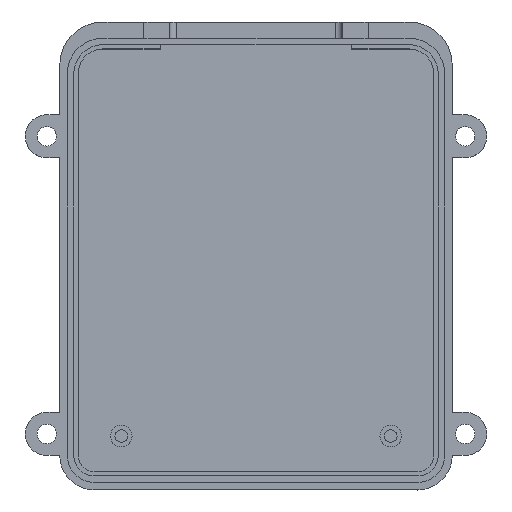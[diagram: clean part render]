
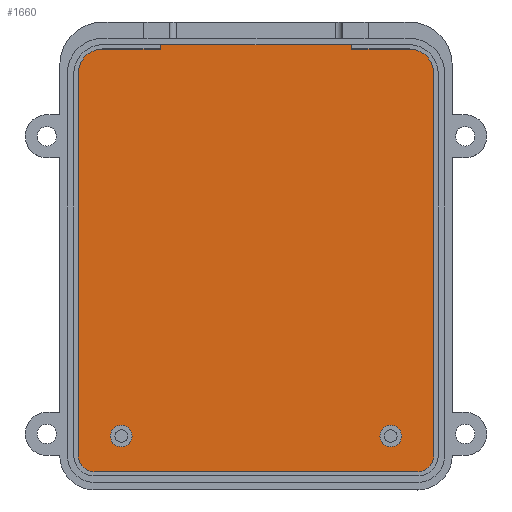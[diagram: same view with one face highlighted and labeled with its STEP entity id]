
A CAD part, top view. The second image highlights one B-rep face of the part: STEP entity #1660.
In plain terms, the highlighted planar face has unit normal (0, 0, 1).
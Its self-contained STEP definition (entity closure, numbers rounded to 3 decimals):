
#52=FACE_BOUND('',#242,.T.);
#53=FACE_BOUND('',#243,.T.);
#72=PLANE('',#1791);
#141=FACE_OUTER_BOUND('',#241,.T.);
#241=EDGE_LOOP('',(#1262,#1263,#1264,#1265,#1266,#1267,#1268,#1269,#1270,
#1271,#1272,#1273));
#242=EDGE_LOOP('',(#1274));
#243=EDGE_LOOP('',(#1275));
#368=LINE('',#2554,#546);
#369=LINE('',#2556,#547);
#370=LINE('',#2558,#548);
#371=LINE('',#2560,#549);
#372=LINE('',#2562,#550);
#373=LINE('',#2566,#551);
#374=LINE('',#2570,#552);
#375=LINE('',#2574,#553);
#546=VECTOR('',#2048,10.);
#547=VECTOR('',#2049,10.);
#548=VECTOR('',#2050,10.);
#549=VECTOR('',#2051,10.);
#550=VECTOR('',#2052,10.);
#551=VECTOR('',#2055,10.);
#552=VECTOR('',#2058,10.);
#553=VECTOR('',#2061,10.);
#699=CIRCLE('',#1789,2.5);
#700=CIRCLE('',#1792,5.75);
#701=CIRCLE('',#1793,3.75);
#702=CIRCLE('',#1794,3.75);
#703=CIRCLE('',#1795,5.75);
#704=CIRCLE('',#1796,2.5);
#795=VERTEX_POINT('',#2547);
#796=VERTEX_POINT('',#2552);
#797=VERTEX_POINT('',#2553);
#798=VERTEX_POINT('',#2555);
#799=VERTEX_POINT('',#2557);
#800=VERTEX_POINT('',#2559);
#801=VERTEX_POINT('',#2561);
#802=VERTEX_POINT('',#2563);
#803=VERTEX_POINT('',#2565);
#804=VERTEX_POINT('',#2567);
#805=VERTEX_POINT('',#2569);
#806=VERTEX_POINT('',#2571);
#807=VERTEX_POINT('',#2573);
#808=VERTEX_POINT('',#2576);
#973=EDGE_CURVE('',#795,#795,#699,.T.);
#974=EDGE_CURVE('',#796,#797,#368,.T.);
#975=EDGE_CURVE('',#798,#797,#369,.T.);
#976=EDGE_CURVE('',#798,#799,#370,.T.);
#977=EDGE_CURVE('',#799,#800,#371,.T.);
#978=EDGE_CURVE('',#800,#801,#372,.T.);
#979=EDGE_CURVE('',#801,#802,#700,.T.);
#980=EDGE_CURVE('',#802,#803,#373,.T.);
#981=EDGE_CURVE('',#803,#804,#701,.T.);
#982=EDGE_CURVE('',#804,#805,#374,.T.);
#983=EDGE_CURVE('',#805,#806,#702,.T.);
#984=EDGE_CURVE('',#806,#807,#375,.T.);
#985=EDGE_CURVE('',#807,#796,#703,.T.);
#986=EDGE_CURVE('',#808,#808,#704,.T.);
#1262=ORIENTED_EDGE('',*,*,#974,.T.);
#1263=ORIENTED_EDGE('',*,*,#975,.F.);
#1264=ORIENTED_EDGE('',*,*,#976,.T.);
#1265=ORIENTED_EDGE('',*,*,#977,.T.);
#1266=ORIENTED_EDGE('',*,*,#978,.T.);
#1267=ORIENTED_EDGE('',*,*,#979,.T.);
#1268=ORIENTED_EDGE('',*,*,#980,.T.);
#1269=ORIENTED_EDGE('',*,*,#981,.T.);
#1270=ORIENTED_EDGE('',*,*,#982,.T.);
#1271=ORIENTED_EDGE('',*,*,#983,.T.);
#1272=ORIENTED_EDGE('',*,*,#984,.T.);
#1273=ORIENTED_EDGE('',*,*,#985,.T.);
#1274=ORIENTED_EDGE('',*,*,#986,.T.);
#1275=ORIENTED_EDGE('',*,*,#973,.T.);
#1660=ADVANCED_FACE('',(#141,#52,#53),#72,.F.);
#1789=AXIS2_PLACEMENT_3D('',#2549,#2042,#2043);
#1791=AXIS2_PLACEMENT_3D('',#2551,#2046,#2047);
#1792=AXIS2_PLACEMENT_3D('',#2564,#2053,#2054);
#1793=AXIS2_PLACEMENT_3D('',#2568,#2056,#2057);
#1794=AXIS2_PLACEMENT_3D('',#2572,#2059,#2060);
#1795=AXIS2_PLACEMENT_3D('',#2575,#2062,#2063);
#1796=AXIS2_PLACEMENT_3D('',#2577,#2064,#2065);
#2042=DIRECTION('center_axis',(0.,0.,-1.));
#2043=DIRECTION('ref_axis',(-1.,0.,0.));
#2046=DIRECTION('center_axis',(0.,0.,-1.));
#2047=DIRECTION('ref_axis',(-1.,0.,0.));
#2048=DIRECTION('',(-1.,0.,0.));
#2049=DIRECTION('',(0.,-1.,0.));
#2050=DIRECTION('',(-1.,0.,0.));
#2051=DIRECTION('',(0.,-1.,0.));
#2052=DIRECTION('',(-1.,0.,0.));
#2053=DIRECTION('center_axis',(0.,0.,1.));
#2054=DIRECTION('ref_axis',(0.,1.,0.));
#2055=DIRECTION('',(0.,-1.,0.));
#2056=DIRECTION('center_axis',(0.,0.,1.));
#2057=DIRECTION('ref_axis',(-1.,0.,0.));
#2058=DIRECTION('',(1.,0.,0.));
#2059=DIRECTION('center_axis',(0.,0.,1.));
#2060=DIRECTION('ref_axis',(0.,-1.,0.));
#2061=DIRECTION('',(0.,1.,0.));
#2062=DIRECTION('center_axis',(0.,0.,1.));
#2063=DIRECTION('ref_axis',(1.,0.,0.));
#2064=DIRECTION('center_axis',(0.,0.,-1.));
#2065=DIRECTION('ref_axis',(-1.,0.,0.));
#2547=CARTESIAN_POINT('',(-28.75,-40.75,-4.));
#2549=CARTESIAN_POINT('Origin',(-31.25,-40.75,-4.));
#2551=CARTESIAN_POINT('Origin',(0.,1.,-4.));
#2552=CARTESIAN_POINT('',(35.5,49.,-4.));
#2553=CARTESIAN_POINT('',(22.25,49.,-4.));
#2554=CARTESIAN_POINT('',(-35.5,49.,-4.));
#2555=CARTESIAN_POINT('',(22.25,50.,-4.));
#2556=CARTESIAN_POINT('',(22.25,50.,-4.));
#2557=CARTESIAN_POINT('',(-22.25,50.,-4.));
#2558=CARTESIAN_POINT('',(-11.125,50.,-4.));
#2559=CARTESIAN_POINT('',(-22.25,49.,-4.));
#2560=CARTESIAN_POINT('',(-22.25,50.,-4.));
#2561=CARTESIAN_POINT('',(-35.5,49.,-4.));
#2562=CARTESIAN_POINT('',(-35.5,49.,-4.));
#2563=CARTESIAN_POINT('',(-41.25,43.25,-4.));
#2564=CARTESIAN_POINT('Origin',(-35.5,43.25,-4.));
#2565=CARTESIAN_POINT('',(-41.25,-45.25,-4.));
#2566=CARTESIAN_POINT('',(-41.25,-45.25,-4.));
#2567=CARTESIAN_POINT('',(-37.5,-49.,-4.));
#2568=CARTESIAN_POINT('Origin',(-37.5,-45.25,-4.));
#2569=CARTESIAN_POINT('',(37.5,-49.,-4.));
#2570=CARTESIAN_POINT('',(37.5,-49.,-4.));
#2571=CARTESIAN_POINT('',(41.25,-45.25,-4.));
#2572=CARTESIAN_POINT('Origin',(37.5,-45.25,-4.));
#2573=CARTESIAN_POINT('',(41.25,43.25,-4.));
#2574=CARTESIAN_POINT('',(41.25,43.25,-4.));
#2575=CARTESIAN_POINT('Origin',(35.5,43.25,-4.));
#2576=CARTESIAN_POINT('',(33.75,-40.75,-4.));
#2577=CARTESIAN_POINT('Origin',(31.25,-40.75,-4.));
